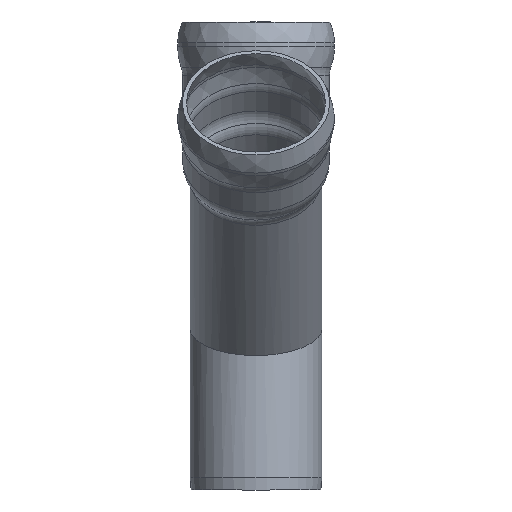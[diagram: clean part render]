
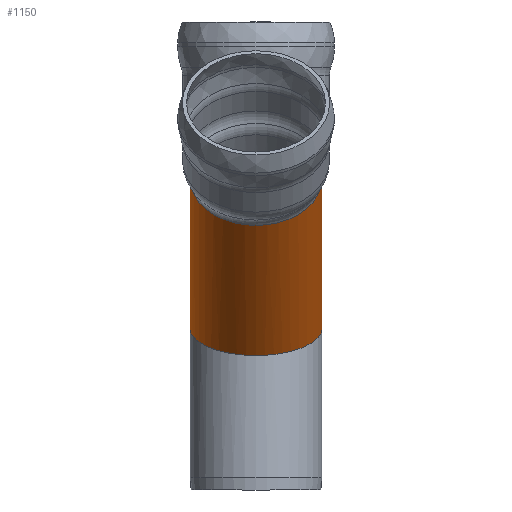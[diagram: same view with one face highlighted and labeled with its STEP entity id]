
A CAD part, left-side view. The second image highlights one B-rep face of the part: STEP entity #1150.
In plain terms, the highlighted cylindrical face has radius 265 mm (diameter 530 mm), a full revolution.
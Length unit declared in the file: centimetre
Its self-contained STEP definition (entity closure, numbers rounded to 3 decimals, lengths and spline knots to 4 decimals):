
#157=CIRCLE('',#1418,26.5);
#158=CIRCLE('',#1419,26.5);
#183=B_SPLINE_CURVE_WITH_KNOTS('',3,(#2599,#2600,#2601,#2602,#2603,#2604,
#2605,#2606,#2607,#2608,#2609,#2610,#2611,#2612,#2613,#2614,#2615,#2616,
#2617,#2618),.UNSPECIFIED.,.F.,.F.,(4,2,2,2,2,2,2,2,2,4),(20.8528,
21.798,22.7548,23.697,24.6393,25.5815,
26.5238,27.4669,28.4101,28.4123),
 .UNSPECIFIED.);
#185=B_SPLINE_CURVE_WITH_KNOTS('',3,(#2648,#2649,#2650,#2651,#2652,#2653,
#2654,#2655,#2656,#2657,#2658,#2659,#2660,#2661,#2662,#2663,#2664,#2665,
#2666,#2667),.UNSPECIFIED.,.F.,.F.,(4,2,2,2,2,2,2,2,2,4),(1.8841,
1.8863,2.8295,3.7726,4.7149,5.6571,
6.5994,7.5416,8.4984,9.4436),
 .UNSPECIFIED.);
#210=CYLINDRICAL_SURFACE('',#1420,26.5);
#276=FACE_OUTER_BOUND('',#352,.T.);
#352=EDGE_LOOP('',(#1031,#1032,#1033,#1034,#1035,#1036,#1037,#1038,#1039));
#377=ELLIPSE('',#1380,28.6834,26.5);
#378=ELLIPSE('',#1381,28.6834,26.5);
#381=ELLIPSE('',#1386,69.2478,26.5);
#469=VERTEX_POINT('',#2585);
#470=VERTEX_POINT('',#2586);
#471=VERTEX_POINT('',#2588);
#475=VERTEX_POINT('',#2598);
#477=VERTEX_POINT('',#2642);
#495=VERTEX_POINT('',#2816);
#496=VERTEX_POINT('',#2818);
#639=EDGE_CURVE('',#469,#470,#377,.T.);
#640=EDGE_CURVE('',#470,#471,#378,.T.);
#645=EDGE_CURVE('',#471,#475,#183,.T.);
#648=EDGE_CURVE('',#475,#477,#381,.T.);
#651=EDGE_CURVE('',#477,#469,#185,.T.);
#678=EDGE_CURVE('',#495,#496,#157,.T.);
#679=EDGE_CURVE('',#496,#495,#158,.T.);
#680=EDGE_CURVE('',#470,#496,#1201,.T.);
#1031=ORIENTED_EDGE('',*,*,#648,.F.);
#1032=ORIENTED_EDGE('',*,*,#645,.F.);
#1033=ORIENTED_EDGE('',*,*,#640,.F.);
#1034=ORIENTED_EDGE('',*,*,#680,.T.);
#1035=ORIENTED_EDGE('',*,*,#678,.F.);
#1036=ORIENTED_EDGE('',*,*,#679,.F.);
#1037=ORIENTED_EDGE('',*,*,#680,.F.);
#1038=ORIENTED_EDGE('',*,*,#639,.F.);
#1039=ORIENTED_EDGE('',*,*,#651,.F.);
#1150=ADVANCED_FACE('',(#276),#210,.T.);
#1201=LINE('',#2822,#1240);
#1240=VECTOR('',#1830,26.5);
#1380=AXIS2_PLACEMENT_3D('',#2587,#1741,#1742);
#1381=AXIS2_PLACEMENT_3D('',#2589,#1743,#1744);
#1386=AXIS2_PLACEMENT_3D('',#2643,#1756,#1757);
#1418=AXIS2_PLACEMENT_3D('',#2819,#1824,#1825);
#1419=AXIS2_PLACEMENT_3D('',#2820,#1826,#1827);
#1420=AXIS2_PLACEMENT_3D('',#2821,#1828,#1829);
#1741=DIRECTION('center_axis',(0.383,0.,
-0.924));
#1742=DIRECTION('ref_axis',(0.924,0.,0.383));
#1743=DIRECTION('center_axis',(0.383,0.,
-0.924));
#1744=DIRECTION('ref_axis',(0.924,0.,0.383));
#1756=DIRECTION('center_axis',(0.924,0.,0.383));
#1757=DIRECTION('ref_axis',(-0.383,0.,0.924));
#1824=DIRECTION('center_axis',(-0.707,0.,
0.707));
#1825=DIRECTION('ref_axis',(-0.707,0.,-0.707));
#1826=DIRECTION('center_axis',(-0.707,0.,
0.707));
#1827=DIRECTION('ref_axis',(-0.707,0.,-0.707));
#1828=DIRECTION('center_axis',(-0.707,0.,
0.707));
#1829=DIRECTION('ref_axis',(0.707,0.,0.707));
#1830=DIRECTION('',(-0.707,0.,0.707));
#2585=CARTESIAN_POINT('',(-4.6194,-26.0943,63.0866));
#2586=CARTESIAN_POINT('',(-26.5,0.,54.0233));
#2587=CARTESIAN_POINT('Origin',(0.,0.,
65.));
#2588=CARTESIAN_POINT('',(-4.6194,26.0943,63.0866));
#2589=CARTESIAN_POINT('Origin',(0.,0.,
65.));
#2598=CARTESIAN_POINT('',(-1.9134,26.4308,69.6194));
#2599=CARTESIAN_POINT('Ctrl Pts',(-4.6194,26.0943,63.0866));
#2600=CARTESIAN_POINT('Ctrl Pts',(-4.3143,26.1483,63.213));
#2601=CARTESIAN_POINT('Ctrl Pts',(-4.0213,26.199,63.3702));
#2602=CARTESIAN_POINT('Ctrl Pts',(-3.4747,26.2894,63.7364));
#2603=CARTESIAN_POINT('Ctrl Pts',(-3.2216,26.3289,63.9461));
#2604=CARTESIAN_POINT('Ctrl Pts',(-2.7764,26.3936,64.3914));
#2605=CARTESIAN_POINT('Ctrl Pts',(-2.5686,26.421,64.6412));
#2606=CARTESIAN_POINT('Ctrl Pts',(-2.2019,26.4636,65.1859));
#2607=CARTESIAN_POINT('Ctrl Pts',(-2.0429,26.4788,65.4807));
#2608=CARTESIAN_POINT('Ctrl Pts',(-1.7874,26.4973,66.0961));
#2609=CARTESIAN_POINT('Ctrl Pts',(-1.6906,26.5007,66.4171));
#2610=CARTESIAN_POINT('Ctrl Pts',(-1.5634,26.4991,67.0629));
#2611=CARTESIAN_POINT('Ctrl Pts',(-1.5331,26.494,67.3876));
#2612=CARTESIAN_POINT('Ctrl Pts',(-1.5325,26.4802,68.0159));
#2613=CARTESIAN_POINT('Ctrl Pts',(-1.5624,26.4708,68.3409));
#2614=CARTESIAN_POINT('Ctrl Pts',(-1.6886,26.4507,68.9874));
#2615=CARTESIAN_POINT('Ctrl Pts',(-1.785,26.4401,69.3089));
#2616=CARTESIAN_POINT('Ctrl Pts',(-1.9128,26.4309,69.618));
#2617=CARTESIAN_POINT('Ctrl Pts',(-1.9131,26.4309,69.6187));
#2618=CARTESIAN_POINT('Ctrl Pts',(-1.9134,26.4308,69.6194));
#2642=CARTESIAN_POINT('',(-1.9134,-26.4308,69.6194));
#2643=CARTESIAN_POINT('Origin',(0.,0.,
65.));
#2648=CARTESIAN_POINT('Ctrl Pts',(-1.9134,-26.4308,69.6194));
#2649=CARTESIAN_POINT('Ctrl Pts',(-1.9131,-26.4309,69.6187));
#2650=CARTESIAN_POINT('Ctrl Pts',(-1.9128,-26.4309,69.618));
#2651=CARTESIAN_POINT('Ctrl Pts',(-1.785,-26.4401,69.3089));
#2652=CARTESIAN_POINT('Ctrl Pts',(-1.6886,-26.4507,68.9874));
#2653=CARTESIAN_POINT('Ctrl Pts',(-1.5624,-26.4708,68.3409));
#2654=CARTESIAN_POINT('Ctrl Pts',(-1.5325,-26.4802,68.0159));
#2655=CARTESIAN_POINT('Ctrl Pts',(-1.5331,-26.494,67.3876));
#2656=CARTESIAN_POINT('Ctrl Pts',(-1.5634,-26.4991,67.0629));
#2657=CARTESIAN_POINT('Ctrl Pts',(-1.6906,-26.5007,66.4171));
#2658=CARTESIAN_POINT('Ctrl Pts',(-1.7874,-26.4973,66.0961));
#2659=CARTESIAN_POINT('Ctrl Pts',(-2.0429,-26.4788,65.4807));
#2660=CARTESIAN_POINT('Ctrl Pts',(-2.2019,-26.4636,65.1859));
#2661=CARTESIAN_POINT('Ctrl Pts',(-2.5686,-26.421,64.6412));
#2662=CARTESIAN_POINT('Ctrl Pts',(-2.7764,-26.3936,64.3914));
#2663=CARTESIAN_POINT('Ctrl Pts',(-3.2216,-26.3289,63.9461));
#2664=CARTESIAN_POINT('Ctrl Pts',(-3.4747,-26.2894,63.7364));
#2665=CARTESIAN_POINT('Ctrl Pts',(-4.0213,-26.199,63.3702));
#2666=CARTESIAN_POINT('Ctrl Pts',(-4.3143,-26.1483,63.213));
#2667=CARTESIAN_POINT('Ctrl Pts',(-4.6194,-26.0943,63.0866));
#2816=CARTESIAN_POINT('',(-60.014,-26.5,125.014));
#2818=CARTESIAN_POINT('',(-78.7524,0.,106.2757));
#2819=CARTESIAN_POINT('Origin',(-60.014,0.,125.014));
#2820=CARTESIAN_POINT('Origin',(-60.014,0.,125.014));
#2821=CARTESIAN_POINT('Origin',(-10.5395,0.,
75.5395));
#2822=CARTESIAN_POINT('',(-29.2779,0.,56.8012));
